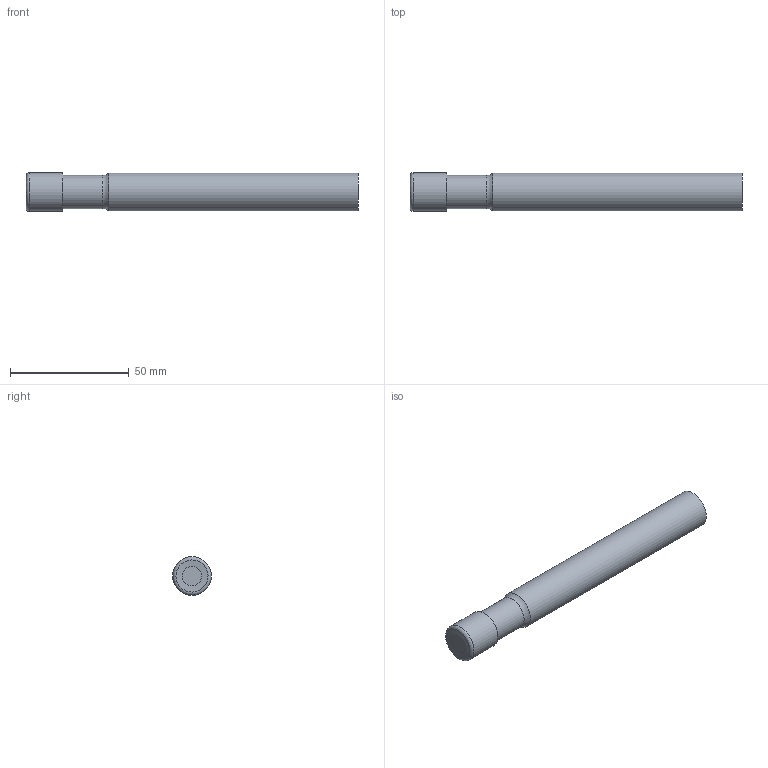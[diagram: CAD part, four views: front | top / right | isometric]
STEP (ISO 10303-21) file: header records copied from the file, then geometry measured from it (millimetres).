
FILE_DESCRIPTION(/* description */ (''),/* implementation_level */ '2;1');
FILE_NAME(/* name */ '16K2R035A16-SLC16-A-SIM.stp',/* time_stamp */ '2020-02-05T09:22:41+01:00',/* author */ (''),/* organization */ (''),/* preprocessor_version */ 'ST-DEVELOPER v16.7',/* originating_system */ 'SIEMENS PLM Software NX 12.0',/* authorisation */ '');
FILE_SCHEMA (('AUTOMOTIVE_DESIGN { 1 0 10303 214 3 1 1 1 }'));
Length unit declared in the file: millimetre
Products named in the file (1): hm1532102F367oou
Bounding box: 140 x 16.28 x 16.28 mm (x, y, z)
Volume: 29580.2 mm3; surface area: 8311.3 mm2
Topology: 2 solids, 2 shells, 11 faces, 19 edges, 12 vertices
Faces by surface type: plane 4, cylinder 3, revolution 2, torus 2
Full cylindrical faces by diameter (mm): 14 x1, 16 x1, 16.279 x1
Entity records: 250 total; most frequent: DIRECTION 43, CARTESIAN_POINT 32, AXIS2_PLACEMENT_3D 20, EDGE_LOOP 18, ORIENTED_EDGE 18, FACE_BOUND 14, ADVANCED_FACE 11, CIRCLE 10
